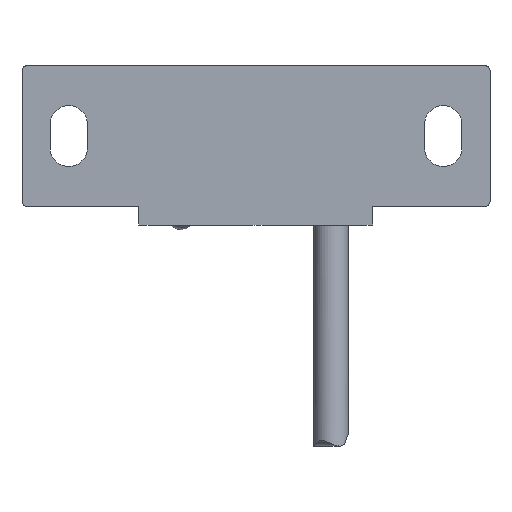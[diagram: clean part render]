
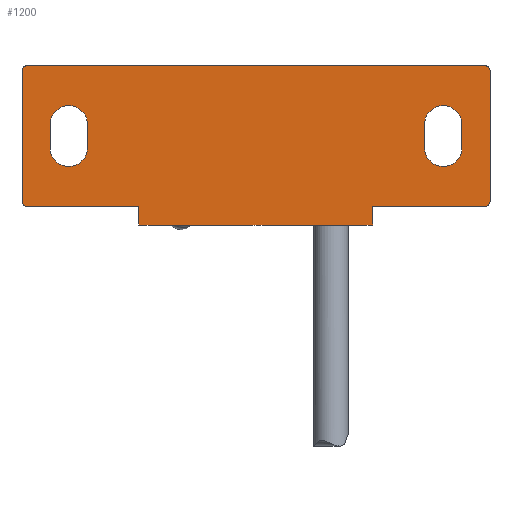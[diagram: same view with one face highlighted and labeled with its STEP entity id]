
A CAD part, front view. The second image highlights one B-rep face of the part: STEP entity #1200.
In plain terms, the highlighted planar face has unit normal (0, -1, 0).
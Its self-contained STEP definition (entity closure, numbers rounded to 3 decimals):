
#24=FACE_BOUND('',#205,.T.);
#25=FACE_BOUND('',#206,.T.);
#47=PLANE('',#1356);
#129=FACE_OUTER_BOUND('',#204,.T.);
#204=EDGE_LOOP('',(#1000,#1001,#1002,#1003,#1004,#1005,#1006,#1007,#1008,
#1009,#1010,#1011));
#205=EDGE_LOOP('',(#1012,#1013,#1014,#1015));
#206=EDGE_LOOP('',(#1016,#1017,#1018,#1019));
#213=LINE('',#1828,#302);
#221=LINE('',#1848,#310);
#227=LINE('',#1868,#316);
#242=LINE('',#1903,#331);
#243=LINE('',#1905,#332);
#278=LINE('',#2057,#367);
#285=LINE('',#2087,#374);
#288=LINE('',#2094,#377);
#291=LINE('',#2103,#380);
#294=LINE('',#2110,#383);
#295=LINE('',#2112,#384);
#296=LINE('',#2114,#385);
#302=VECTOR('',#1395,10.);
#310=VECTOR('',#1407,10.);
#316=VECTOR('',#1423,10.);
#331=VECTOR('',#1460,10.);
#332=VECTOR('',#1463,10.);
#367=VECTOR('',#1654,10.);
#374=VECTOR('',#1685,10.);
#377=VECTOR('',#1694,10.);
#380=VECTOR('',#1703,10.);
#383=VECTOR('',#1712,10.);
#384=VECTOR('',#1715,10.);
#385=VECTOR('',#1718,10.);
#412=CIRCLE('',#1273,0.5);
#435=CIRCLE('',#1310,0.5);
#443=CIRCLE('',#1326,0.5);
#444=CIRCLE('',#1332,0.5);
#449=CIRCLE('',#1344,2.);
#450=CIRCLE('',#1347,2.);
#451=CIRCLE('',#1350,2.);
#452=CIRCLE('',#1353,2.);
#465=VERTEX_POINT('',#1825);
#466=VERTEX_POINT('',#1827);
#475=VERTEX_POINT('',#1845);
#476=VERTEX_POINT('',#1847);
#485=VERTEX_POINT('',#1867);
#494=VERTEX_POINT('',#1901);
#503=VERTEX_POINT('',#1934);
#504=VERTEX_POINT('',#1935);
#523=VERTEX_POINT('',#2005);
#531=VERTEX_POINT('',#2039);
#532=VERTEX_POINT('',#2040);
#533=VERTEX_POINT('',#2053);
#542=VERTEX_POINT('',#2080);
#543=VERTEX_POINT('',#2081);
#544=VERTEX_POINT('',#2086);
#545=VERTEX_POINT('',#2090);
#546=VERTEX_POINT('',#2096);
#547=VERTEX_POINT('',#2097);
#548=VERTEX_POINT('',#2102);
#549=VERTEX_POINT('',#2106);
#566=EDGE_CURVE('',#466,#465,#213,.T.);
#576=EDGE_CURVE('',#476,#475,#221,.T.);
#586=EDGE_CURVE('',#476,#485,#227,.T.);
#604=EDGE_CURVE('',#465,#494,#242,.T.);
#605=EDGE_CURVE('',#485,#494,#243,.T.);
#619=EDGE_CURVE('',#503,#504,#412,.T.);
#656=EDGE_CURVE('',#523,#475,#435,.T.);
#674=EDGE_CURVE('',#531,#532,#443,.T.);
#681=EDGE_CURVE('',#466,#533,#444,.T.);
#683=EDGE_CURVE('',#523,#532,#278,.T.);
#692=EDGE_CURVE('',#542,#543,#449,.T.);
#695=EDGE_CURVE('',#543,#544,#285,.T.);
#697=EDGE_CURVE('',#544,#545,#450,.T.);
#699=EDGE_CURVE('',#545,#542,#288,.T.);
#700=EDGE_CURVE('',#546,#547,#451,.T.);
#703=EDGE_CURVE('',#547,#548,#291,.T.);
#705=EDGE_CURVE('',#548,#549,#452,.T.);
#707=EDGE_CURVE('',#549,#546,#294,.T.);
#708=EDGE_CURVE('',#533,#503,#295,.T.);
#709=EDGE_CURVE('',#504,#531,#296,.T.);
#1000=ORIENTED_EDGE('',*,*,#681,.F.);
#1001=ORIENTED_EDGE('',*,*,#566,.T.);
#1002=ORIENTED_EDGE('',*,*,#604,.T.);
#1003=ORIENTED_EDGE('',*,*,#605,.F.);
#1004=ORIENTED_EDGE('',*,*,#586,.F.);
#1005=ORIENTED_EDGE('',*,*,#576,.T.);
#1006=ORIENTED_EDGE('',*,*,#656,.F.);
#1007=ORIENTED_EDGE('',*,*,#683,.T.);
#1008=ORIENTED_EDGE('',*,*,#674,.F.);
#1009=ORIENTED_EDGE('',*,*,#709,.F.);
#1010=ORIENTED_EDGE('',*,*,#619,.F.);
#1011=ORIENTED_EDGE('',*,*,#708,.F.);
#1012=ORIENTED_EDGE('',*,*,#697,.T.);
#1013=ORIENTED_EDGE('',*,*,#699,.T.);
#1014=ORIENTED_EDGE('',*,*,#692,.T.);
#1015=ORIENTED_EDGE('',*,*,#695,.T.);
#1016=ORIENTED_EDGE('',*,*,#705,.T.);
#1017=ORIENTED_EDGE('',*,*,#707,.T.);
#1018=ORIENTED_EDGE('',*,*,#700,.T.);
#1019=ORIENTED_EDGE('',*,*,#703,.T.);
#1200=ADVANCED_FACE('',(#129,#24,#25),#47,.T.);
#1273=AXIS2_PLACEMENT_3D('',#1936,#1501,#1502);
#1310=AXIS2_PLACEMENT_3D('',#2006,#1589,#1590);
#1326=AXIS2_PLACEMENT_3D('',#2041,#1631,#1632);
#1332=AXIS2_PLACEMENT_3D('',#2054,#1649,#1650);
#1344=AXIS2_PLACEMENT_3D('',#2082,#1679,#1680);
#1347=AXIS2_PLACEMENT_3D('',#2091,#1689,#1690);
#1350=AXIS2_PLACEMENT_3D('',#2098,#1697,#1698);
#1353=AXIS2_PLACEMENT_3D('',#2107,#1707,#1708);
#1356=AXIS2_PLACEMENT_3D('',#2113,#1716,#1717);
#1395=DIRECTION('',(1.,0.,0.));
#1407=DIRECTION('',(1.,0.,0.));
#1423=DIRECTION('',(0.,0.,-1.));
#1460=DIRECTION('',(0.,0.,-1.));
#1463=DIRECTION('',(-1.,0.,0.));
#1501=DIRECTION('center_axis',(0.,1.,0.));
#1502=DIRECTION('ref_axis',(-0.707,0.,0.707));
#1589=DIRECTION('center_axis',(0.,1.,0.));
#1590=DIRECTION('ref_axis',(0.707,0.,-0.707));
#1631=DIRECTION('center_axis',(0.,1.,0.));
#1632=DIRECTION('ref_axis',(0.707,0.,0.707));
#1649=DIRECTION('center_axis',(0.,1.,0.));
#1650=DIRECTION('ref_axis',(-0.707,0.,-0.707));
#1654=DIRECTION('',(0.,0.,1.));
#1679=DIRECTION('center_axis',(0.,1.,0.));
#1680=DIRECTION('ref_axis',(-1.,0.,0.));
#1685=DIRECTION('',(0.,0.,-1.));
#1689=DIRECTION('center_axis',(0.,1.,0.));
#1690=DIRECTION('ref_axis',(1.,0.,0.));
#1694=DIRECTION('',(0.,0.,1.));
#1697=DIRECTION('center_axis',(0.,1.,0.));
#1698=DIRECTION('ref_axis',(-1.,0.,0.));
#1703=DIRECTION('',(0.,0.,-1.));
#1707=DIRECTION('center_axis',(0.,1.,0.));
#1708=DIRECTION('ref_axis',(1.,0.,0.));
#1712=DIRECTION('',(0.,0.,1.));
#1715=DIRECTION('',(0.,0.,1.));
#1716=DIRECTION('center_axis',(0.,-1.,0.));
#1717=DIRECTION('ref_axis',(1.,0.,0.));
#1718=DIRECTION('',(1.,0.,0.));
#1825=CARTESIAN_POINT('',(12.5,0.,0.));
#1827=CARTESIAN_POINT('',(0.5,0.,0.));
#1828=CARTESIAN_POINT('',(0.,0.,0.));
#1845=CARTESIAN_POINT('',(49.5,0.,0.));
#1847=CARTESIAN_POINT('',(37.5,0.,0.));
#1848=CARTESIAN_POINT('',(0.,0.,0.));
#1867=CARTESIAN_POINT('',(37.5,0.,-2.));
#1868=CARTESIAN_POINT('',(37.5,0.,0.));
#1901=CARTESIAN_POINT('',(12.5,0.,-2.));
#1903=CARTESIAN_POINT('',(12.5,0.,0.));
#1905=CARTESIAN_POINT('',(37.5,0.,-2.));
#1934=CARTESIAN_POINT('',(0.,0.,14.5));
#1935=CARTESIAN_POINT('',(0.5,0.,15.));
#1936=CARTESIAN_POINT('Origin',(0.5,0.,14.5));
#2005=CARTESIAN_POINT('',(50.,0.,0.5));
#2006=CARTESIAN_POINT('Origin',(49.5,0.,0.5));
#2039=CARTESIAN_POINT('',(49.5,0.,15.));
#2040=CARTESIAN_POINT('',(50.,0.,14.5));
#2041=CARTESIAN_POINT('Origin',(49.5,0.,14.5));
#2053=CARTESIAN_POINT('',(0.,0.,0.5));
#2054=CARTESIAN_POINT('Origin',(0.5,0.,0.5));
#2057=CARTESIAN_POINT('',(50.,0.,0.));
#2080=CARTESIAN_POINT('',(43.,0.,8.75));
#2081=CARTESIAN_POINT('',(47.,0.,8.75));
#2082=CARTESIAN_POINT('Origin',(45.,0.,8.75));
#2086=CARTESIAN_POINT('',(47.,0.,6.25));
#2087=CARTESIAN_POINT('',(47.,0.,3.125));
#2090=CARTESIAN_POINT('',(43.,0.,6.25));
#2091=CARTESIAN_POINT('Origin',(45.,0.,6.25));
#2094=CARTESIAN_POINT('',(43.,0.,4.375));
#2096=CARTESIAN_POINT('',(3.,0.,8.75));
#2097=CARTESIAN_POINT('',(7.,0.,8.75));
#2098=CARTESIAN_POINT('Origin',(5.,0.,8.75));
#2102=CARTESIAN_POINT('',(7.,0.,6.25));
#2103=CARTESIAN_POINT('',(7.,0.,3.125));
#2106=CARTESIAN_POINT('',(3.,0.,6.25));
#2107=CARTESIAN_POINT('Origin',(5.,0.,6.25));
#2110=CARTESIAN_POINT('',(3.,0.,4.375));
#2112=CARTESIAN_POINT('',(0.,0.,0.));
#2113=CARTESIAN_POINT('Origin',(0.,0.,0.));
#2114=CARTESIAN_POINT('',(0.,0.,15.));
